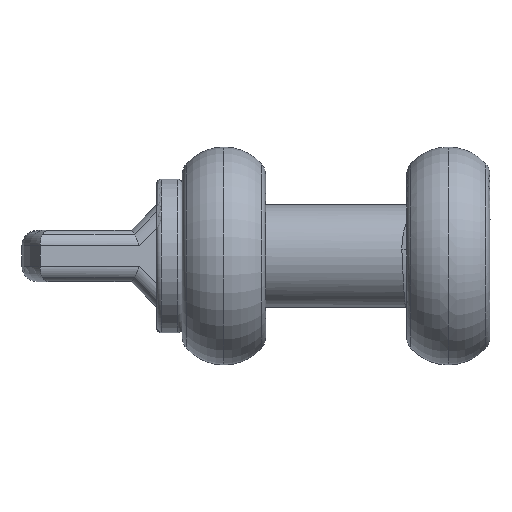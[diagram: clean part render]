
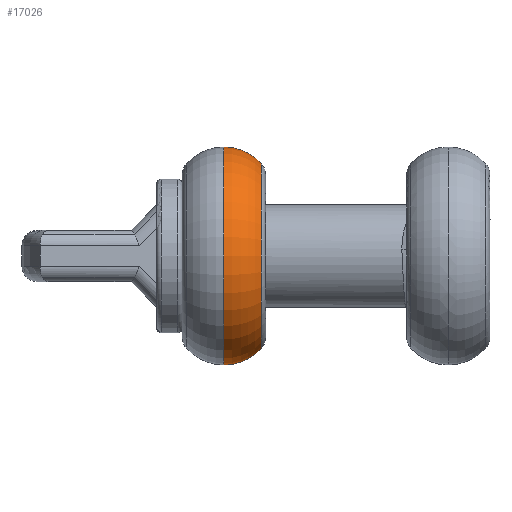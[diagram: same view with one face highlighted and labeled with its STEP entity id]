
A CAD part, front view. The second image highlights one B-rep face of the part: STEP entity #17026.
In plain terms, the highlighted toroidal (fillet/blend) face has major radius 9.2 mm and minor radius 7.8 mm.
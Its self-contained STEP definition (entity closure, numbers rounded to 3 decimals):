
#15645=AXIS2_PLACEMENT_3D('Circle Axis2P3D',#15643,#15644,$) ;
#16343=AXIS2_PLACEMENT_3D('Circle Axis2P3D',#16341,#16342,$) ;
#16915=AXIS2_PLACEMENT_3D('Circle Axis2P3D',#16913,#16914,$) ;
#17013=AXIS2_PLACEMENT_3D('Torus Axis2P3D',#17010,#17011,#17012) ;
#17017=AXIS2_PLACEMENT_3D('Circle Axis2P3D',#17015,#17016,$) ;
#15618=CARTESIAN_POINT('Vertex',(-11.65,0.,-14.359)) ;
#15643=CARTESIAN_POINT('Axis2P3D Location',(-17.5,0.,-9.2)) ;
#15647=CARTESIAN_POINT('Vertex',(-17.5,0.,-17.)) ;
#16326=CARTESIAN_POINT('Vertex',(-17.5,0.,17.)) ;
#16341=CARTESIAN_POINT('Axis2P3D Location',(-17.5,0.,9.2)) ;
#16345=CARTESIAN_POINT('Vertex',(-11.65,0.,14.359)) ;
#16913=CARTESIAN_POINT('Axis2P3D Location',(-11.65,0.,0.)) ;
#17010=CARTESIAN_POINT('Axis2P3D Location',(-17.5,0.,0.)) ;
#17015=CARTESIAN_POINT('Axis2P3D Location',(-17.5,0.,0.)) ;
#15644=DIRECTION('Axis2P3D Direction',(0.,1.,0.)) ;
#16342=DIRECTION('Axis2P3D Direction',(0.,-1.,0.)) ;
#16914=DIRECTION('Axis2P3D Direction',(-1.,0.,0.)) ;
#17011=DIRECTION('Axis2P3D Direction',(-1.,0.,0.)) ;
#17012=DIRECTION('Axis2P3D XDirection',(0.,0.,-1.)) ;
#17016=DIRECTION('Axis2P3D Direction',(-1.,0.,0.)) ;
#17021=ORIENTED_EDGE('',*,*,#16347,.F.) ;
#17022=ORIENTED_EDGE('',*,*,#17019,.F.) ;
#17023=ORIENTED_EDGE('',*,*,#15649,.F.) ;
#17024=ORIENTED_EDGE('',*,*,#16917,.T.) ;
#17026=ADVANCED_FACE('',(#17025),#17014,.T.) ;
#15646=CIRCLE('generated circle',#15645,7.8) ;
#16344=CIRCLE('generated circle',#16343,7.8) ;
#16916=CIRCLE('generated circle',#16915,14.359) ;
#17018=CIRCLE('generated circle',#17017,17.) ;
#17014=TOROIDAL_SURFACE('homeo Torus',#17013,9.2,7.8) ;
#15649=EDGE_CURVE('',#15619,#15648,#15646,.T.) ;
#16347=EDGE_CURVE('',#16327,#16346,#16344,.F.) ;
#16917=EDGE_CURVE('',#15619,#16346,#16916,.T.) ;
#17019=EDGE_CURVE('',#15648,#16327,#17018,.T.) ;
#17020=EDGE_LOOP('',(#17021,#17022,#17023,#17024)) ;
#17025=FACE_OUTER_BOUND('',#17020,.T.) ;
#15619=VERTEX_POINT('',#15618) ;
#15648=VERTEX_POINT('',#15647) ;
#16327=VERTEX_POINT('',#16326) ;
#16346=VERTEX_POINT('',#16345) ;
